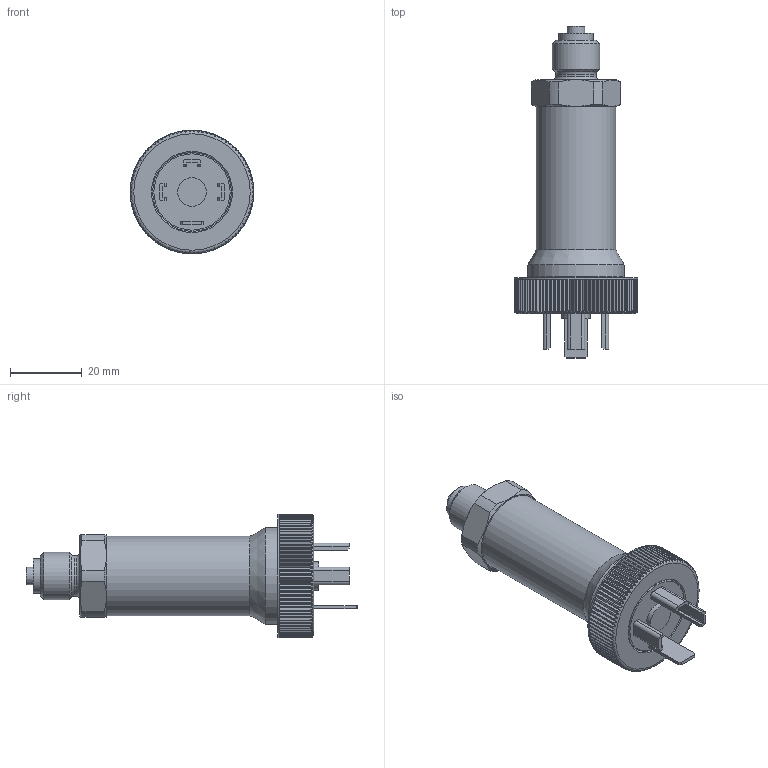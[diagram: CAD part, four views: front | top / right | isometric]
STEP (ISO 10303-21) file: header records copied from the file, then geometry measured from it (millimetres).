
FILE_DESCRIPTION( ( 'Unknown' ), '1' );
FILE_NAME( 'PBMN_XXXXXXXX4402X00.stp', 'Unknown', ( 'Unknown' ), ( 'Unknown' ), 'PSStep 10.0', 'Unknown', ' ' );
FILE_SCHEMA( ( 'AUTOMOTIVE_DESIGN { 1 0 10303 214 1 1 1 1 }' ) );
Length unit declared in the file: millimetre
Products named in the file (1): 11009843
Bounding box: 34.5 x 92.7 x 34.5 mm (x, y, z)
Volume: 33731.4 mm3; surface area: 8907.9 mm2
Topology: 1 solids, 1 shells, 372 faces, 1056 edges, 701 vertices
Faces by surface type: plane 329, cylinder 31, cone 6, torus 6
Full cylindrical faces by diameter (mm): 4 x1, 5 x1, 8 x1, 9.5 x1, 11.2 x1, 13.157 x1, 21.3 x1, 22 x1, 22.1 x1, 22.3 x1, 25 x1, 27 x1, 34.5 x1
Entity records: 15700 total; most frequent: CARTESIAN_POINT 3305, ORIENTED_EDGE 2050, DIRECTION 1830, EDGE_CURVE 1025, VERTEX_POINT 695, AXIS2_PLACEMENT_3D 624, LINE 582, VECTOR 582
